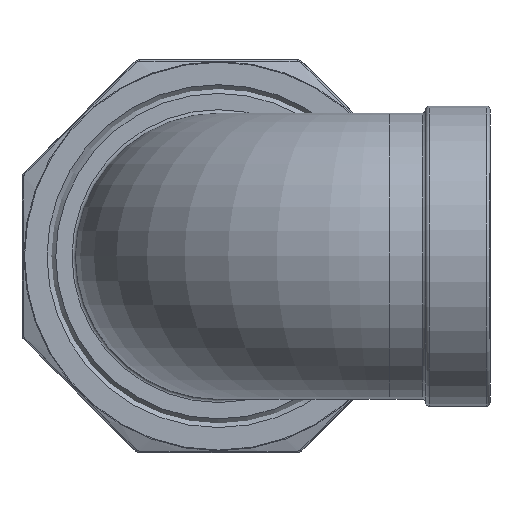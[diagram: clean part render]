
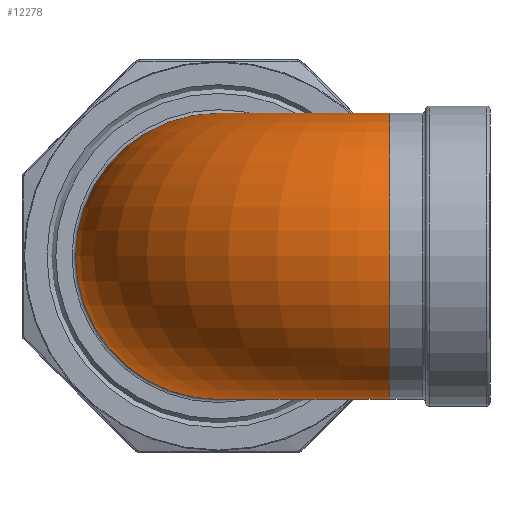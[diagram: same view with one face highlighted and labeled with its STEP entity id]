
A CAD part, left-side view. The second image highlights one B-rep face of the part: STEP entity #12278.
In plain terms, the highlighted toroidal (fillet/blend) face has major radius 24 mm and minor radius 20 mm.
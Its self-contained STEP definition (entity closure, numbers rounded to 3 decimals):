
#94 = TOROIDAL_SURFACE ( 'NONE', #10440, 24., 20. ) ;
#1221 = DIRECTION ( 'NONE',  ( 0., -1., 0. ) ) ;
#1989 = FACE_OUTER_BOUND ( 'NONE', #3076, .T. ) ;
#2015 = DIRECTION ( 'NONE',  ( 0., -1., 0. ) ) ;
#2298 = EDGE_CURVE ( 'NONE', #17119, #17119, #7505, .T. ) ;
#2347 = DIRECTION ( 'NONE',  ( 1., 0., 0. ) ) ;
#2718 = DIRECTION ( 'NONE',  ( 0., 0., 1. ) ) ;
#3076 = EDGE_LOOP ( 'NONE', ( #12499 ) ) ;
#4235 = EDGE_LOOP ( 'NONE', ( #15427 ) ) ;
#5569 = CARTESIAN_POINT ( 'NONE',  ( -43.5, -24., 0. ) ) ;
#5758 = DIRECTION ( 'NONE',  ( 1., 0., 0. ) ) ;
#7505 = CIRCLE ( 'NONE', #14061, 20. ) ;
#8171 = AXIS2_PLACEMENT_3D ( 'NONE', #5569, #1221, #5758 ) ;
#9041 = CIRCLE ( 'NONE', #8171, 20. ) ;
#10440 = AXIS2_PLACEMENT_3D ( 'NONE', #15150, #2718, #2347 ) ;
#10745 = CARTESIAN_POINT ( 'NONE',  ( -23.5, -24., 0. ) ) ;
#10938 = VERTEX_POINT ( 'NONE', #10745 ) ;
#12278 = ADVANCED_FACE ( 'NONE', ( #14704, #1989 ), #94, .T. ) ;
#12499 = ORIENTED_EDGE ( 'NONE', *, *, #2298, .T. ) ;
#14061 = AXIS2_PLACEMENT_3D ( 'NONE', #14734, #14547, #2015 ) ;
#14547 = DIRECTION ( 'NONE',  ( -1., 0., 0. ) ) ;
#14704 = FACE_OUTER_BOUND ( 'NONE', #4235, .T. ) ;
#14734 = CARTESIAN_POINT ( 'NONE',  ( -19.5, 0., 0. ) ) ;
#15150 = CARTESIAN_POINT ( 'NONE',  ( -19.5, -24., 0. ) ) ;
#15427 = ORIENTED_EDGE ( 'NONE', *, *, #17824, .F. ) ;
#15708 = CARTESIAN_POINT ( 'NONE',  ( -19.5, -20., 0. ) ) ;
#17119 = VERTEX_POINT ( 'NONE', #15708 ) ;
#17824 = EDGE_CURVE ( 'NONE', #10938, #10938, #9041, .T. ) ;
